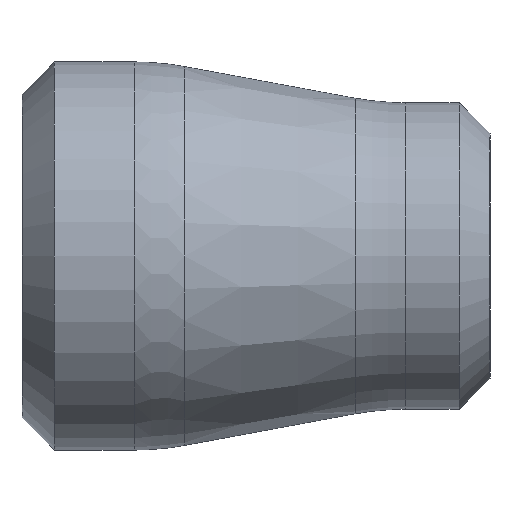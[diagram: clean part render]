
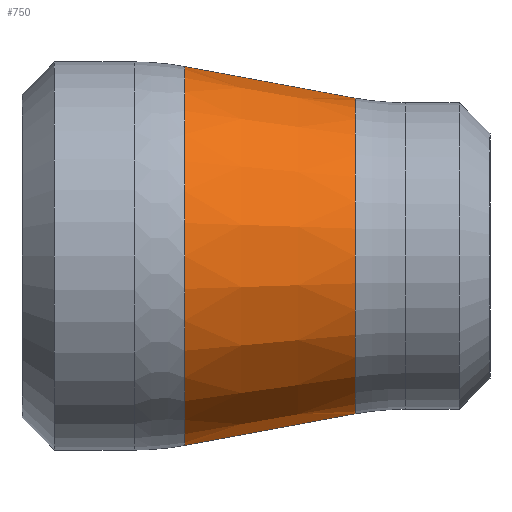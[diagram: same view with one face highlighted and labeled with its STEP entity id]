
A CAD part, front view. The second image highlights one B-rep face of the part: STEP entity #750.
In plain terms, the highlighted conical face has half-angle 10.504 degrees and reference radius 17.203 mm.
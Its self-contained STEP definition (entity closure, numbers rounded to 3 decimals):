
#9 = DIRECTION ( 'NONE',  ( -1., 0., 0. ) ) ;
#23 = FACE_OUTER_BOUND ( 'NONE', #339, .T. ) ;
#26 = ORIENTED_EDGE ( 'NONE', *, *, #296, .T. ) ;
#78 = CONICAL_SURFACE ( 'NONE', #96, 17.203, 0.183 ) ;
#82 = VERTEX_POINT ( 'NONE', #270 ) ;
#96 = AXIS2_PLACEMENT_3D ( 'NONE', #359, #179, #476 ) ;
#106 = ORIENTED_EDGE ( 'NONE', *, *, #706, .F. ) ;
#111 = ORIENTED_EDGE ( 'NONE', *, *, #589, .F. ) ;
#129 = AXIS2_PLACEMENT_3D ( 'NONE', #508, #9, #403 ) ;
#172 = CIRCLE ( 'NONE', #630, 17.203 ) ;
#179 = DIRECTION ( 'NONE',  ( -1., 0., 0. ) ) ;
#192 = DIRECTION ( 'NONE',  ( -0.983, 0., 0.182 ) ) ;
#231 = DIRECTION ( 'NONE',  ( -1., 0., 0. ) ) ;
#238 = CARTESIAN_POINT ( 'NONE',  ( 36.288, 0., 17.203 ) ) ;
#245 = ORIENTED_EDGE ( 'NONE', *, *, #300, .T. ) ;
#248 = VERTEX_POINT ( 'NONE', #454 ) ;
#270 = CARTESIAN_POINT ( 'NONE',  ( 36.288, 0., 17.203 ) ) ;
#280 = VERTEX_POINT ( 'NONE', #515 ) ;
#285 = CARTESIAN_POINT ( 'NONE',  ( 36.288, 0., 0. ) ) ;
#296 = EDGE_CURVE ( 'NONE', #538, #82, #172, .T. ) ;
#300 = EDGE_CURVE ( 'NONE', #82, #280, #704, .T. ) ;
#339 = EDGE_LOOP ( 'NONE', ( #106, #26, #245, #111 ) ) ;
#353 = VECTOR ( 'NONE', #407, 1000. ) ;
#359 = CARTESIAN_POINT ( 'NONE',  ( 36.288, 0., 0. ) ) ;
#403 = DIRECTION ( 'NONE',  ( 0., 0., 1. ) ) ;
#407 = DIRECTION ( 'NONE',  ( -0.983, 0., -0.182 ) ) ;
#454 = CARTESIAN_POINT ( 'NONE',  ( 17.712, 0., -20.647 ) ) ;
#464 = DIRECTION ( 'NONE',  ( 0., 0., 1. ) ) ;
#476 = DIRECTION ( 'NONE',  ( 0., 0., 1. ) ) ;
#488 = VECTOR ( 'NONE', #192, 1000. ) ;
#495 = CARTESIAN_POINT ( 'NONE',  ( 36.288, 0., -17.203 ) ) ;
#502 = CIRCLE ( 'NONE', #129, 20.647 ) ;
#508 = CARTESIAN_POINT ( 'NONE',  ( 17.712, 0., 0. ) ) ;
#515 = CARTESIAN_POINT ( 'NONE',  ( 17.712, 0., 20.647 ) ) ;
#538 = VERTEX_POINT ( 'NONE', #495 ) ;
#589 = EDGE_CURVE ( 'NONE', #248, #280, #502, .T. ) ;
#598 = CARTESIAN_POINT ( 'NONE',  ( 36.288, 0., -17.203 ) ) ;
#630 = AXIS2_PLACEMENT_3D ( 'NONE', #285, #231, #464 ) ;
#659 = LINE ( 'NONE', #598, #353 ) ;
#704 = LINE ( 'NONE', #238, #488 ) ;
#706 = EDGE_CURVE ( 'NONE', #538, #248, #659, .T. ) ;
#750 = ADVANCED_FACE ( 'NONE', ( #23 ), #78, .T. ) ;
